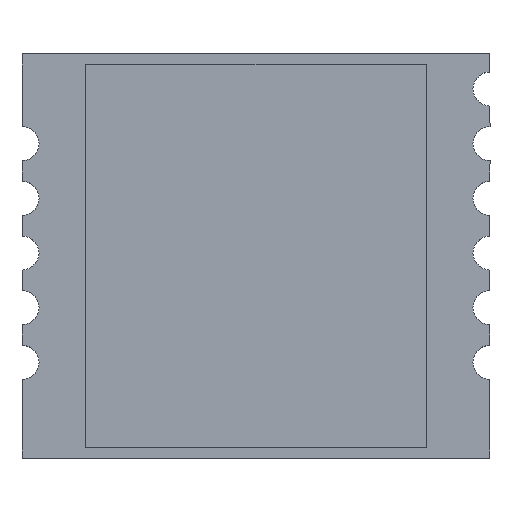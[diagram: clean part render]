
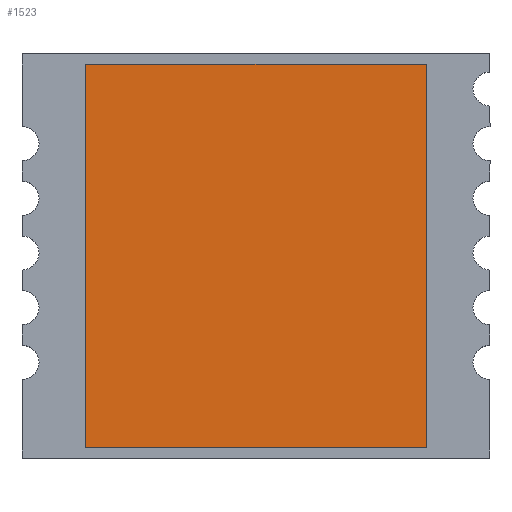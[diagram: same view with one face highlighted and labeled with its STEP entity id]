
A CAD part, top view. The second image highlights one B-rep face of the part: STEP entity #1523.
In plain terms, the highlighted planar face has unit normal (0, 0, 1).
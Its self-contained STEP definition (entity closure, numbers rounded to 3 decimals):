
#8 = LINE ( 'NONE', #747, #308 ) ;
#62 = VERTEX_POINT ( 'NONE', #573 ) ;
#66 = DIRECTION ( 'NONE',  ( -1., 0., 0. ) ) ;
#80 = CARTESIAN_POINT ( 'NONE',  ( 8., 9., 3. ) ) ;
#165 = LINE ( 'NONE', #1131, #1003 ) ;
#232 = EDGE_CURVE ( 'NONE', #914, #62, #571, .T. ) ;
#255 = DIRECTION ( 'NONE',  ( 0., 0., 1. ) ) ;
#280 = EDGE_LOOP ( 'NONE', ( #1641, #1303, #791, #1528 ) ) ;
#308 = VECTOR ( 'NONE', #66, 1000. ) ;
#377 = AXIS2_PLACEMENT_3D ( 'NONE', #799, #255, #386 ) ;
#386 = DIRECTION ( 'NONE',  ( 1., 0., 0. ) ) ;
#468 = DIRECTION ( 'NONE',  ( 0., -1., 0. ) ) ;
#525 = DIRECTION ( 'NONE',  ( 0., 1., 0. ) ) ;
#571 = LINE ( 'NONE', #1676, #593 ) ;
#573 = CARTESIAN_POINT ( 'NONE',  ( 8., -9., 3. ) ) ;
#593 = VECTOR ( 'NONE', #1551, 1000. ) ;
#664 = PLANE ( 'NONE',  #377 ) ;
#747 = CARTESIAN_POINT ( 'NONE',  ( 8., 9., 3. ) ) ;
#791 = ORIENTED_EDGE ( 'NONE', *, *, #1122, .T. ) ;
#799 = CARTESIAN_POINT ( 'NONE',  ( 0., 0., 3. ) ) ;
#900 = EDGE_CURVE ( 'NONE', #1038, #914, #165, .T. ) ;
#914 = VERTEX_POINT ( 'NONE', #1010 ) ;
#940 = EDGE_CURVE ( 'NONE', #1374, #1038, #8, .T. ) ;
#949 = VECTOR ( 'NONE', #525, 1000. ) ;
#994 = LINE ( 'NONE', #1176, #949 ) ;
#1003 = VECTOR ( 'NONE', #468, 1000. ) ;
#1010 = CARTESIAN_POINT ( 'NONE',  ( -8., -9., 3. ) ) ;
#1038 = VERTEX_POINT ( 'NONE', #1323 ) ;
#1122 = EDGE_CURVE ( 'NONE', #62, #1374, #994, .T. ) ;
#1131 = CARTESIAN_POINT ( 'NONE',  ( -8., -9., 3. ) ) ;
#1176 = CARTESIAN_POINT ( 'NONE',  ( 8., -9., 3. ) ) ;
#1303 = ORIENTED_EDGE ( 'NONE', *, *, #232, .T. ) ;
#1323 = CARTESIAN_POINT ( 'NONE',  ( -8., 9., 3. ) ) ;
#1340 = FACE_OUTER_BOUND ( 'NONE', #280, .T. ) ;
#1374 = VERTEX_POINT ( 'NONE', #80 ) ;
#1523 = ADVANCED_FACE ( 'NONE', ( #1340 ), #664, .T. ) ;
#1528 = ORIENTED_EDGE ( 'NONE', *, *, #940, .T. ) ;
#1551 = DIRECTION ( 'NONE',  ( 1., 0., 0. ) ) ;
#1641 = ORIENTED_EDGE ( 'NONE', *, *, #900, .T. ) ;
#1676 = CARTESIAN_POINT ( 'NONE',  ( 8., -9., 3. ) ) ;
